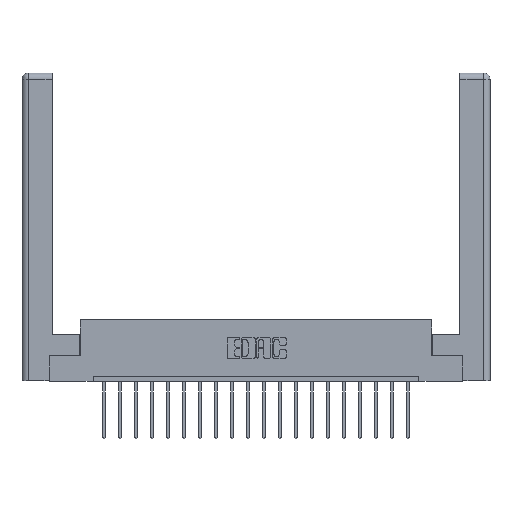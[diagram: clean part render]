
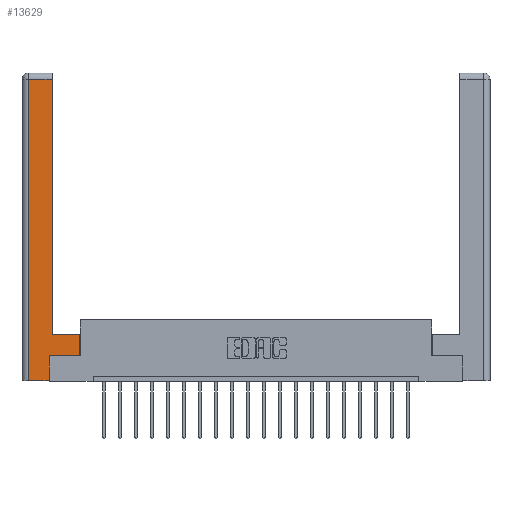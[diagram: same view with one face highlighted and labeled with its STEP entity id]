
A CAD part, top view. The second image highlights one B-rep face of the part: STEP entity #13629.
In plain terms, the highlighted planar face has unit normal (0, 0, 1).
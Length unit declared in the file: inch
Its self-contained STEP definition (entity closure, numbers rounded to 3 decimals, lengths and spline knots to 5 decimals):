
#286 = VECTOR ( 'NONE', #5560, 39.37008 ) ;
#1081 = VERTEX_POINT ( 'NONE', #18742 ) ;
#1424 = ORIENTED_EDGE ( 'NONE', *, *, #6841, .T. ) ;
#1463 = CARTESIAN_POINT ( 'NONE',  ( 0.265, 0.245, 0. ) ) ;
#1508 = ORIENTED_EDGE ( 'NONE', *, *, #2482, .T. ) ;
#1804 = CARTESIAN_POINT ( 'NONE',  ( 0.0615, 0., 0. ) ) ;
#1995 = ORIENTED_EDGE ( 'NONE', *, *, #3244, .T. ) ;
#2172 = LINE ( 'NONE', #5064, #3879 ) ;
#2354 = CARTESIAN_POINT ( 'NONE',  ( 0.265, 0., 0. ) ) ;
#2403 = CARTESIAN_POINT ( 'NONE',  ( 0.295, 0.45, 0. ) ) ;
#2482 = EDGE_CURVE ( 'NONE', #13664, #1081, #10865, .T. ) ;
#2615 = ORIENTED_EDGE ( 'NONE', *, *, #10438, .T. ) ;
#3010 = VERTEX_POINT ( 'NONE', #14311 ) ;
#3244 = EDGE_CURVE ( 'NONE', #20102, #10138, #17499, .T. ) ;
#3325 = CARTESIAN_POINT ( 'NONE',  ( 0.295, 0.45, 0. ) ) ;
#3608 = DIRECTION ( 'NONE',  ( 1., 0., 0. ) ) ;
#3879 = VECTOR ( 'NONE', #3608, 39.37008 ) ;
#3942 = ORIENTED_EDGE ( 'NONE', *, *, #14535, .T. ) ;
#4960 = CARTESIAN_POINT ( 'NONE',  ( 0.0615, 0., 0. ) ) ;
#5064 = CARTESIAN_POINT ( 'NONE',  ( 0.265, 0., 0. ) ) ;
#5081 = DIRECTION ( 'NONE',  ( -1., 0., 0. ) ) ;
#5160 = ORIENTED_EDGE ( 'NONE', *, *, #18647, .T. ) ;
#5295 = DIRECTION ( 'NONE',  ( 1., 0., 0. ) ) ;
#5560 = DIRECTION ( 'NONE',  ( -1., 0., 0. ) ) ;
#5986 = CARTESIAN_POINT ( 'NONE',  ( 0.565, 0.245, 0. ) ) ;
#6512 = CARTESIAN_POINT ( 'NONE',  ( 0.565, 0.45, 0. ) ) ;
#6841 = EDGE_CURVE ( 'NONE', #17906, #20102, #9294, .T. ) ;
#6931 = EDGE_CURVE ( 'NONE', #15969, #13664, #2172, .T. ) ;
#7095 = LINE ( 'NONE', #14722, #9295 ) ;
#7212 = LINE ( 'NONE', #9032, #9182 ) ;
#7628 = DIRECTION ( 'NONE',  ( 0., 1., 0. ) ) ;
#7914 = CARTESIAN_POINT ( 'NONE',  ( 0.295, 2.94, 0. ) ) ;
#8110 = FACE_OUTER_BOUND ( 'NONE', #8765, .T. ) ;
#8242 = PLANE ( 'NONE',  #9729 ) ;
#8765 = EDGE_LOOP ( 'NONE', ( #2615, #5160, #12713, #18096, #1508, #3942, #1424, #1995 ) ) ;
#9032 = CARTESIAN_POINT ( 'NONE',  ( 0.295, 3., 0. ) ) ;
#9182 = VECTOR ( 'NONE', #10801, 39.37008 ) ;
#9294 = LINE ( 'NONE', #6512, #10294 ) ;
#9295 = VECTOR ( 'NONE', #5295, 39.37008 ) ;
#9729 = AXIS2_PLACEMENT_3D ( 'NONE', #16528, #14517, #5081 ) ;
#10138 = VERTEX_POINT ( 'NONE', #3325 ) ;
#10294 = VECTOR ( 'NONE', #18988, 39.37008 ) ;
#10360 = DIRECTION ( 'NONE',  ( -1., 0., 0. ) ) ;
#10438 = EDGE_CURVE ( 'NONE', #10138, #17152, #7212, .T. ) ;
#10801 = DIRECTION ( 'NONE',  ( 0., 1., 0. ) ) ;
#10865 = LINE ( 'NONE', #1463, #11605 ) ;
#11605 = VECTOR ( 'NONE', #7628, 39.37008 ) ;
#12320 = LINE ( 'NONE', #17942, #19467 ) ;
#12713 = ORIENTED_EDGE ( 'NONE', *, *, #14393, .T. ) ;
#13015 = VECTOR ( 'NONE', #15840, 39.37008 ) ;
#13629 = ADVANCED_FACE ( 'NONE', ( #8110 ), #8242, .F. ) ;
#13664 = VERTEX_POINT ( 'NONE', #2354 ) ;
#14311 = CARTESIAN_POINT ( 'NONE',  ( 0.0615, 2.94, 0. ) ) ;
#14393 = EDGE_CURVE ( 'NONE', #3010, #15969, #18707, .T. ) ;
#14517 = DIRECTION ( 'NONE',  ( 0., 0., -1. ) ) ;
#14535 = EDGE_CURVE ( 'NONE', #1081, #17906, #7095, .T. ) ;
#14722 = CARTESIAN_POINT ( 'NONE',  ( 0.565, 0.245, 0. ) ) ;
#15840 = DIRECTION ( 'NONE',  ( 0., -1., 0. ) ) ;
#15969 = VERTEX_POINT ( 'NONE', #4960 ) ;
#16194 = CARTESIAN_POINT ( 'NONE',  ( 0.565, 0.45, 0. ) ) ;
#16528 = CARTESIAN_POINT ( 'NONE',  ( 0., 0., 0. ) ) ;
#17152 = VERTEX_POINT ( 'NONE', #7914 ) ;
#17499 = LINE ( 'NONE', #2403, #286 ) ;
#17906 = VERTEX_POINT ( 'NONE', #5986 ) ;
#17942 = CARTESIAN_POINT ( 'NONE',  ( 0.0615, 2.94, 0. ) ) ;
#18096 = ORIENTED_EDGE ( 'NONE', *, *, #6931, .T. ) ;
#18647 = EDGE_CURVE ( 'NONE', #17152, #3010, #12320, .T. ) ;
#18707 = LINE ( 'NONE', #1804, #13015 ) ;
#18742 = CARTESIAN_POINT ( 'NONE',  ( 0.265, 0.245, 0. ) ) ;
#18988 = DIRECTION ( 'NONE',  ( 0., 1., 0. ) ) ;
#19467 = VECTOR ( 'NONE', #10360, 39.37008 ) ;
#20102 = VERTEX_POINT ( 'NONE', #16194 ) ;
